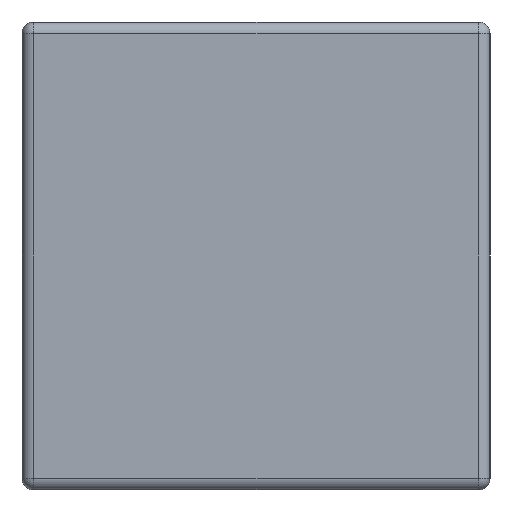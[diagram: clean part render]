
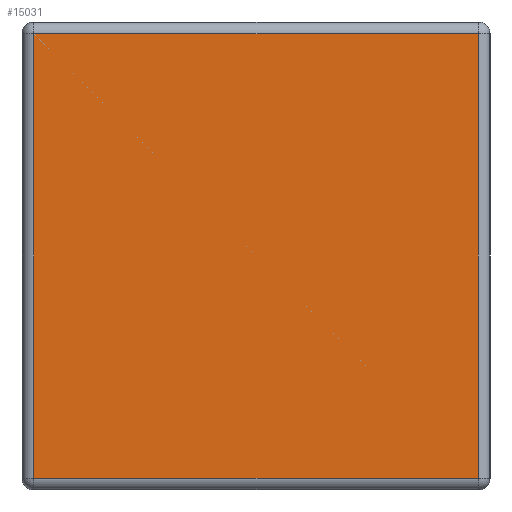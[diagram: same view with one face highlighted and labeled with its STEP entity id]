
A CAD part, left-side view. The second image highlights one B-rep face of the part: STEP entity #15031.
In plain terms, the highlighted planar face has unit normal (-1, 0, 0).
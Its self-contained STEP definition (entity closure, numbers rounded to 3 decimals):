
#4408=DIRECTION('',(0.,0.,-1.));
#4409=VECTOR('',#4408,0.76);
#4410=CARTESIAN_POINT('',(-0.8,0.02,0.38));
#4411=LINE('',#4410,#4409);
#4415=DIRECTION('',(0.,1.,0.));
#4416=VECTOR('',#4415,0.76);
#4417=CARTESIAN_POINT('',(-0.8,0.02,-0.38));
#4418=LINE('',#4417,#4416);
#4422=DIRECTION('',(0.,0.,1.));
#4423=VECTOR('',#4422,0.76);
#4424=CARTESIAN_POINT('',(-0.8,0.78,-0.38));
#4425=LINE('',#4424,#4423);
#4429=DIRECTION('',(0.,-1.,0.));
#4430=VECTOR('',#4429,0.76);
#4431=CARTESIAN_POINT('',(-0.8,0.78,0.38));
#4432=LINE('',#4431,#4430);
#8342=CARTESIAN_POINT('',(-0.8,0.02,0.38));
#8343=CARTESIAN_POINT('',(-0.8,0.02,-0.38));
#8344=VERTEX_POINT('',#8342);
#8345=VERTEX_POINT('',#8343);
#8350=CARTESIAN_POINT('',(-0.8,0.78,-0.38));
#8351=VERTEX_POINT('',#8350);
#8356=CARTESIAN_POINT('',(-0.8,0.78,0.38));
#8357=VERTEX_POINT('',#8356);
#15019=CARTESIAN_POINT('',(-0.8,0.,-0.4));
#15020=DIRECTION('',(-1.,0.,0.));
#15021=DIRECTION('',(0.,0.,1.));
#15022=AXIS2_PLACEMENT_3D('',#15019,#15020,#15021);
#15023=PLANE('',#15022);
#15025=ORIENTED_EDGE('',*,*,#15024,.T.);
#15026=ORIENTED_EDGE('',*,*,#13962,.T.);
#15027=ORIENTED_EDGE('',*,*,#15001,.T.);
#15028=ORIENTED_EDGE('',*,*,#12776,.T.);
#15029=EDGE_LOOP('',(#15025,#15026,#15027,#15028));
#15030=FACE_OUTER_BOUND('',#15029,.F.);
#15031=ADVANCED_FACE('',(#15030),#15023,.T.);
#12776=EDGE_CURVE('',#8357,#8344,#4432,.T.);
#13962=EDGE_CURVE('',#8345,#8351,#4418,.T.);
#15001=EDGE_CURVE('',#8351,#8357,#4425,.T.);
#15024=EDGE_CURVE('',#8344,#8345,#4411,.T.);
